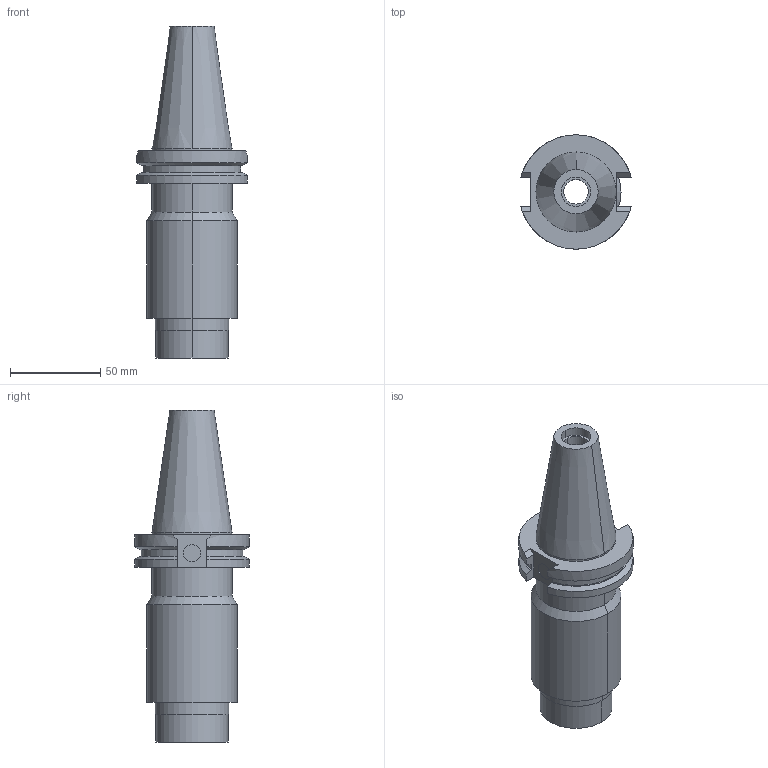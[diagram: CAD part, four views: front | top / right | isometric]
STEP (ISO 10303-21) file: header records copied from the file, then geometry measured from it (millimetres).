
FILE_DESCRIPTION((''),'2;1');
FILE_NAME('BCV40-MEGAER32-5','2018-05-14T',('ykawabe'),(''),'CREO PARAMETRIC BY PTC INC, 2016380','CREO PARAMETRIC BY PTC INC, 2016380','');
FILE_SCHEMA(('AUTOMOTIVE_DESIGN { 1 0 10303 214 1 1 1 1 }'));
Length unit declared in the file: millimetre
Products named in the file (1): BCV40-MEGAER32-5
Bounding box: 61.35 x 63.5 x 184.25 mm (x, y, z)
Volume: 229714.1 mm3; surface area: 41935.4 mm2
Topology: 1 solids, 1 shells, 63 faces, 164 edges, 112 vertices
Faces by surface type: cylinder 28, plane 25, cone 10
Entity records: 2643 total; most frequent: CARTESIAN_POINT 388, DIRECTION 368, ORIENTED_EDGE 328, PRESENTATION_STYLE_ASSIGNMENT 169, STYLED_ITEM 169, CURVE_STYLE 168, EDGE_CURVE 164, AXIS2_PLACEMENT_3D 148
